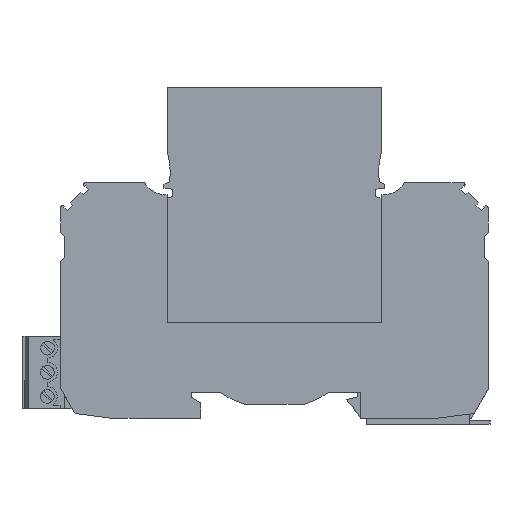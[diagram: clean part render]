
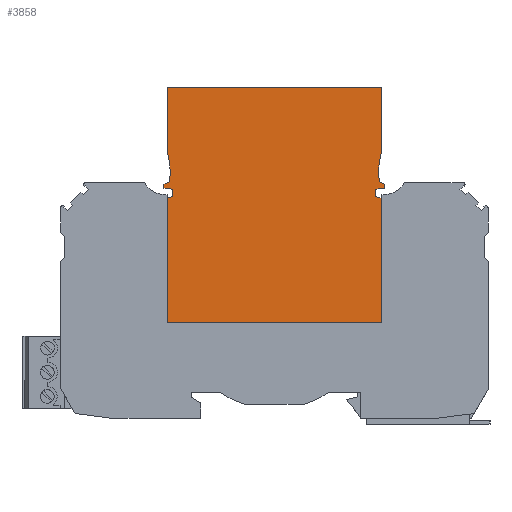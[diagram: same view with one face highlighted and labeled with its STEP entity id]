
A CAD part, left-side view. The second image highlights one B-rep face of the part: STEP entity #3858.
In plain terms, the highlighted planar face has unit normal (-1, 0, 0).
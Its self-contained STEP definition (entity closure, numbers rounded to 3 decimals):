
#3173=FACE_OUTER_BOUND('',#5478,.T.);
#3627=CIRCLE('',#14369,14.);
#3628=CIRCLE('',#14376,14.);
#3858=ADVANCED_FACE('',(#3173),#4425,.F.);
#4425=PLANE('',#14380);
#5478=EDGE_LOOP('',(#7159,#7160,#7161,#7162,#7163,#7164,#7165,#7166,#7167,
#7168,#7169,#7170,#7171,#7172,#7173,#7174,#7175,#7176));
#7159=ORIENTED_EDGE('',*,*,#11024,.T.);
#7160=ORIENTED_EDGE('',*,*,#11046,.T.);
#7161=ORIENTED_EDGE('',*,*,#11049,.F.);
#7162=ORIENTED_EDGE('',*,*,#11052,.F.);
#7163=ORIENTED_EDGE('',*,*,#11053,.T.);
#7164=ORIENTED_EDGE('',*,*,#11054,.F.);
#7165=ORIENTED_EDGE('',*,*,#11055,.T.);
#7166=ORIENTED_EDGE('',*,*,#11056,.T.);
#7167=ORIENTED_EDGE('',*,*,#11057,.T.);
#7168=ORIENTED_EDGE('',*,*,#11058,.T.);
#7169=ORIENTED_EDGE('',*,*,#11043,.T.);
#7170=ORIENTED_EDGE('',*,*,#11040,.T.);
#7171=ORIENTED_EDGE('',*,*,#11039,.T.);
#7172=ORIENTED_EDGE('',*,*,#11034,.T.);
#7173=ORIENTED_EDGE('',*,*,#11033,.T.);
#7174=ORIENTED_EDGE('',*,*,#11030,.F.);
#7175=ORIENTED_EDGE('',*,*,#11025,.T.);
#7176=ORIENTED_EDGE('',*,*,#10267,.T.);
#9193=VERTEX_POINT('',#17655);
#9194=VERTEX_POINT('',#17656);
#9774=VERTEX_POINT('',#19727);
#9775=VERTEX_POINT('',#19731);
#9778=VERTEX_POINT('',#19738);
#9780=VERTEX_POINT('',#19744);
#9781=VERTEX_POINT('',#19749);
#9784=VERTEX_POINT('',#19756);
#9785=VERTEX_POINT('',#19761);
#9787=VERTEX_POINT('',#19767);
#9789=VERTEX_POINT('',#19773);
#9791=VERTEX_POINT('',#19779);
#9793=VERTEX_POINT('',#19785);
#9794=VERTEX_POINT('',#19787);
#9795=VERTEX_POINT('',#19789);
#9796=VERTEX_POINT('',#19791);
#9797=VERTEX_POINT('',#19793);
#9798=VERTEX_POINT('',#19795);
#10267=EDGE_CURVE('',#9193,#9194,#11826,.T.);
#11024=EDGE_CURVE('',#9194,#9774,#12374,.T.);
#11025=EDGE_CURVE('',#9775,#9193,#12375,.T.);
#11030=EDGE_CURVE('',#9775,#9778,#3627,.T.);
#11033=EDGE_CURVE('',#9780,#9778,#12381,.T.);
#11034=EDGE_CURVE('',#9781,#9780,#12382,.T.);
#11039=EDGE_CURVE('',#9784,#9781,#12387,.T.);
#11040=EDGE_CURVE('',#9785,#9784,#12388,.T.);
#11043=EDGE_CURVE('',#9787,#9785,#12391,.T.);
#11046=EDGE_CURVE('',#9774,#9789,#3628,.T.);
#11049=EDGE_CURVE('',#9791,#9789,#12395,.T.);
#11052=EDGE_CURVE('',#9793,#9791,#12398,.T.);
#11053=EDGE_CURVE('',#9793,#9794,#12399,.T.);
#11054=EDGE_CURVE('',#9795,#9794,#12400,.T.);
#11055=EDGE_CURVE('',#9795,#9796,#12401,.T.);
#11056=EDGE_CURVE('',#9796,#9797,#12402,.T.);
#11057=EDGE_CURVE('',#9797,#9798,#12403,.T.);
#11058=EDGE_CURVE('',#9798,#9787,#12404,.T.);
#11826=LINE('',#17654,#12949);
#12374=LINE('',#19728,#13497);
#12375=LINE('',#19730,#13498);
#12381=LINE('',#19746,#13504);
#12382=LINE('',#19748,#13505);
#12387=LINE('',#19758,#13510);
#12388=LINE('',#19760,#13511);
#12391=LINE('',#19766,#13514);
#12395=LINE('',#19778,#13518);
#12398=LINE('',#19784,#13521);
#12399=LINE('',#19786,#13522);
#12400=LINE('',#19788,#13523);
#12401=LINE('',#19790,#13524);
#12402=LINE('',#19792,#13525);
#12403=LINE('',#19794,#13526);
#12404=LINE('',#19796,#13527);
#12949=VECTOR('',#14780,1.);
#13497=VECTOR('',#15872,1.);
#13498=VECTOR('',#15875,1.);
#13504=VECTOR('',#15889,1.);
#13505=VECTOR('',#15892,1.);
#13510=VECTOR('',#15899,1.);
#13511=VECTOR('',#15902,1.);
#13514=VECTOR('',#15907,1.);
#13518=VECTOR('',#15919,1.);
#13521=VECTOR('',#15924,1.);
#13522=VECTOR('',#15925,1.);
#13523=VECTOR('',#15926,1.);
#13524=VECTOR('',#15927,1.);
#13525=VECTOR('',#15928,1.);
#13526=VECTOR('',#15929,1.);
#13527=VECTOR('',#15930,1.);
#14369=AXIS2_PLACEMENT_3D('',#19740,#15883,#15884);
#14376=AXIS2_PLACEMENT_3D('',#19772,#15912,#15913);
#14380=AXIS2_PLACEMENT_3D('',#19797,#15931,#15932);
#14780=DIRECTION('',(0.,1.,0.));
#15872=DIRECTION('',(0.,0.,-1.));
#15875=DIRECTION('',(0.,0.,1.));
#15883=DIRECTION('',(-1.,0.,0.));
#15884=DIRECTION('',(0.,-1.,0.));
#15889=DIRECTION('',(0.,0.914,0.407));
#15892=DIRECTION('',(0.,0.,1.));
#15899=DIRECTION('',(0.,-0.996,0.087));
#15902=DIRECTION('',(0.,0.,1.));
#15907=DIRECTION('',(0.,0.94,0.342));
#15912=DIRECTION('',(1.,0.,0.));
#15913=DIRECTION('',(0.,1.,0.));
#15919=DIRECTION('',(0.,-0.914,0.407));
#15924=DIRECTION('',(0.,0.,1.));
#15925=DIRECTION('',(0.,-0.996,-0.087));
#15926=DIRECTION('',(0.,0.,1.));
#15927=DIRECTION('',(0.,0.94,-0.342));
#15928=DIRECTION('',(0.,0.,-1.));
#15929=DIRECTION('',(0.,-1.,0.));
#15930=DIRECTION('',(0.,0.,1.));
#15931=DIRECTION('',(1.,0.,0.));
#15932=DIRECTION('',(0.,1.,0.));
#17654=CARTESIAN_POINT('',(0.9,177.571,70.8));
#17655=CARTESIAN_POINT('',(0.9,22.867,70.8));
#17656=CARTESIAN_POINT('',(0.9,67.733,70.8));
#19727=CARTESIAN_POINT('',(0.9,67.733,56.917));
#19728=CARTESIAN_POINT('',(0.9,67.733,-163.568));
#19730=CARTESIAN_POINT('',(0.9,22.867,-163.568));
#19731=CARTESIAN_POINT('',(0.9,22.867,56.917));
#19738=CARTESIAN_POINT('',(0.9,23.27,51.006));
#19740=CARTESIAN_POINT('',(0.9,9.417,53.031));
#19744=CARTESIAN_POINT('',(0.9,22.1,50.485));
#19746=CARTESIAN_POINT('',(0.9,177.571,119.705));
#19748=CARTESIAN_POINT('',(0.9,22.1,-163.568));
#19749=CARTESIAN_POINT('',(0.9,22.1,49.603));
#19756=CARTESIAN_POINT('',(0.9,23.983,49.438));
#19758=CARTESIAN_POINT('',(0.9,177.571,36.001));
#19760=CARTESIAN_POINT('',(0.9,23.983,-163.568));
#19761=CARTESIAN_POINT('',(0.9,23.983,47.944));
#19766=CARTESIAN_POINT('',(0.9,177.571,103.846));
#19767=CARTESIAN_POINT('',(0.9,22.9,47.55));
#19772=CARTESIAN_POINT('',(0.9,81.183,53.031));
#19773=CARTESIAN_POINT('',(0.9,67.33,51.006));
#19778=CARTESIAN_POINT('',(0.9,177.571,1.924));
#19779=CARTESIAN_POINT('',(0.9,68.5,50.485));
#19784=CARTESIAN_POINT('',(0.9,68.5,-163.568));
#19785=CARTESIAN_POINT('',(0.9,68.5,49.603));
#19786=CARTESIAN_POINT('',(0.9,177.571,59.145));
#19787=CARTESIAN_POINT('',(0.9,66.617,49.438));
#19788=CARTESIAN_POINT('',(0.9,66.617,-163.568));
#19789=CARTESIAN_POINT('',(0.9,66.617,47.944));
#19790=CARTESIAN_POINT('',(0.9,177.571,7.56));
#19791=CARTESIAN_POINT('',(0.9,67.7,47.55));
#19792=CARTESIAN_POINT('',(0.9,67.7,-163.568));
#19793=CARTESIAN_POINT('',(0.9,67.7,21.5));
#19794=CARTESIAN_POINT('',(0.9,177.571,21.5));
#19795=CARTESIAN_POINT('',(0.9,22.9,21.5));
#19796=CARTESIAN_POINT('',(0.9,22.9,-163.568));
#19797=CARTESIAN_POINT('',(0.9,44.027,62.019));
